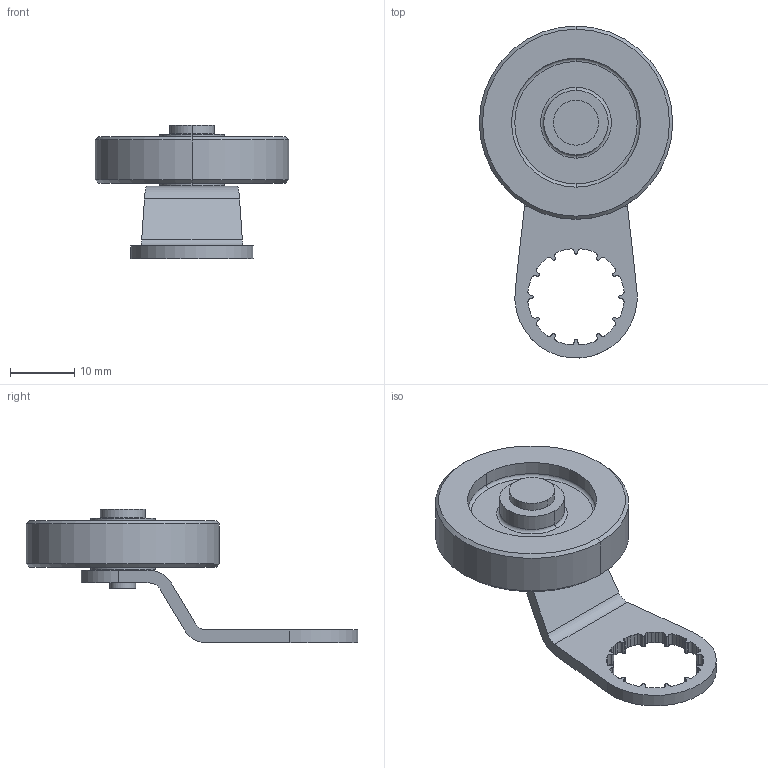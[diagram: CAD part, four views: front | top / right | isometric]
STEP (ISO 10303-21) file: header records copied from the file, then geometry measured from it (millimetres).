
FILE_DESCRIPTION(('STEP AP214'),'1');
FILE_NAME('cctmp_EF70523C-B98D-478A-B2A6-37CF80382F69_2023_07_21_12_27_26_0135..stp','2023-07-21T10:27:27',('SIEMENS A&D'),('CADClick - www.CADClick.com'),'Spatial InterOp 3D postprocessed',' ','unknown authorization');
FILE_SCHEMA(('AUTOMOTIVE_DESIGN'));
Length unit declared in the file: millimetre
Products named in the file (4): cc_unnamed; 2023_07_21_12_27_26_0116; 2023_07_21_12_27_26_0112; 2023_07_21_12_27_26_0108
Assembly tree (3 placements, depth 2):
  cc_unnamed
    2023_07_21_12_27_26_0116
    2023_07_21_12_27_26_0112
    2023_07_21_12_27_26_0108
Bounding box: 30 x 51.48 x 20.75 mm (x, y, z)
Volume: 5054.2 mm3; surface area: 4306.5 mm2
Topology: 3 solids, 3 shells, 181 faces, 493 edges, 323 vertices
Faces by surface type: plane 90, cylinder 77, torus 8, cone 6
Entity records: 9650 total; most frequent: DIRECTION 1035, CARTESIAN_POINT 999, STYLED_ITEM 998, PRESENTATION_STYLE_ASSIGNMENT 998, ORIENTED_EDGE 982, EDGE_CURVE 491, CURVE_STYLE 491, DRAUGHTING_PRE_DEFINED_CURVE_FONT 491
